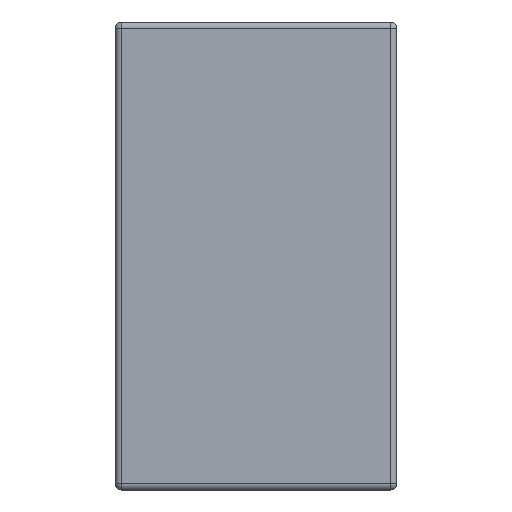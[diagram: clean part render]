
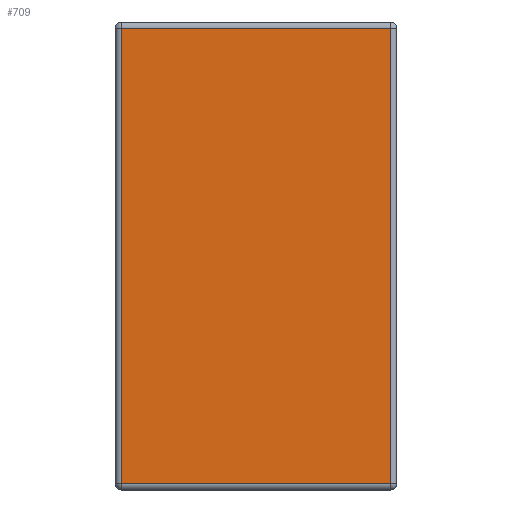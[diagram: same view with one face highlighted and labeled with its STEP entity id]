
A CAD part, left-side view. The second image highlights one B-rep face of the part: STEP entity #709.
In plain terms, the highlighted planar face has unit normal (-1, 0, 0).
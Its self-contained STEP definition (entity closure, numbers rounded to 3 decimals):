
#20 = DIRECTION ( 'NONE',  ( 0., 0., 1. ) ) ;
#105 = CARTESIAN_POINT ( 'NONE',  ( -42.5, 25.9, -43.4 ) ) ;
#113 = ORIENTED_EDGE ( 'NONE', *, *, #849, .T. ) ;
#214 = LINE ( 'NONE', #1074, #448 ) ;
#290 = DIRECTION ( 'NONE',  ( 0., 0., 1. ) ) ;
#404 = VECTOR ( 'NONE', #20, 1000. ) ;
#448 = VECTOR ( 'NONE', #1048, 1000. ) ;
#456 = DIRECTION ( 'NONE',  ( 0., 0., -1. ) ) ;
#561 = CARTESIAN_POINT ( 'NONE',  ( -42.5, 25.9, -0.6 ) ) ;
#586 = ORIENTED_EDGE ( 'NONE', *, *, #1275, .T. ) ;
#658 = VERTEX_POINT ( 'NONE', #561 ) ;
#687 = VECTOR ( 'NONE', #749, 1000. ) ;
#709 = ADVANCED_FACE ( 'NONE', ( #1644 ), #1622, .T. ) ;
#749 = DIRECTION ( 'NONE',  ( 0., 1., 0. ) ) ;
#765 = CARTESIAN_POINT ( 'NONE',  ( -42.5, 0.6, -43.4 ) ) ;
#849 = EDGE_CURVE ( 'NONE', #1797, #916, #214, .T. ) ;
#897 = VECTOR ( 'NONE', #456, 1000. ) ;
#915 = LINE ( 'NONE', #1321, #687 ) ;
#916 = VERTEX_POINT ( 'NONE', #765 ) ;
#1025 = DIRECTION ( 'NONE',  ( -1., 0., 0. ) ) ;
#1046 = CARTESIAN_POINT ( 'NONE',  ( -42.5, 25.9, 0. ) ) ;
#1048 = DIRECTION ( 'NONE',  ( 0., -1., 0. ) ) ;
#1074 = CARTESIAN_POINT ( 'NONE',  ( -42.5, 26.5, -43.4 ) ) ;
#1095 = VERTEX_POINT ( 'NONE', #1223 ) ;
#1168 = AXIS2_PLACEMENT_3D ( 'NONE', #1919, #1025, #290 ) ;
#1223 = CARTESIAN_POINT ( 'NONE',  ( -42.5, 0.6, -0.6 ) ) ;
#1275 = EDGE_CURVE ( 'NONE', #1095, #658, #915, .T. ) ;
#1321 = CARTESIAN_POINT ( 'NONE',  ( -42.5, 26.5, -0.6 ) ) ;
#1322 = ORIENTED_EDGE ( 'NONE', *, *, #1398, .T. ) ;
#1383 = CARTESIAN_POINT ( 'NONE',  ( -42.5, 0.6, 0. ) ) ;
#1398 = EDGE_CURVE ( 'NONE', #658, #1797, #1688, .T. ) ;
#1596 = LINE ( 'NONE', #1383, #404 ) ;
#1622 = PLANE ( 'NONE',  #1168 ) ;
#1644 = FACE_OUTER_BOUND ( 'NONE', #1878, .T. ) ;
#1688 = LINE ( 'NONE', #1046, #897 ) ;
#1797 = VERTEX_POINT ( 'NONE', #105 ) ;
#1826 = ORIENTED_EDGE ( 'NONE', *, *, #1950, .T. ) ;
#1878 = EDGE_LOOP ( 'NONE', ( #586, #1322, #113, #1826 ) ) ;
#1919 = CARTESIAN_POINT ( 'NONE',  ( -42.5, 26.5, 0. ) ) ;
#1950 = EDGE_CURVE ( 'NONE', #916, #1095, #1596, .T. ) ;
